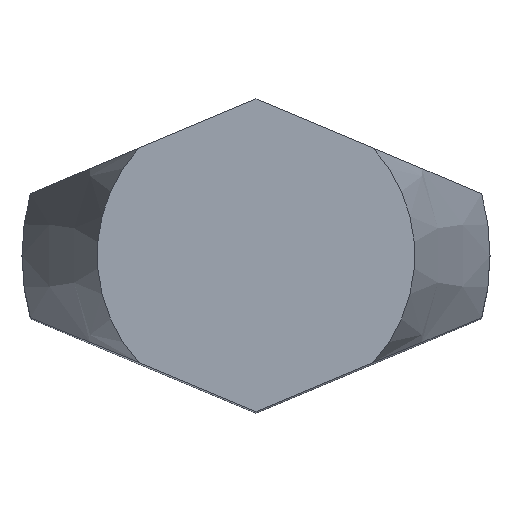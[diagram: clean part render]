
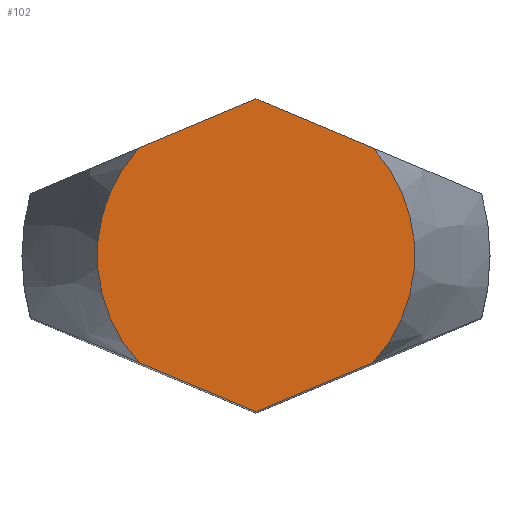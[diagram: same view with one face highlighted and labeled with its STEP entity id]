
A CAD part, top view. The second image highlights one B-rep face of the part: STEP entity #102.
In plain terms, the highlighted planar face has unit normal (0, 0, 1).
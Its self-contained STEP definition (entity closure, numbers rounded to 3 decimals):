
#102=ADVANCED_FACE('',(#263),#264,.T.);
#112=VERTEX_POINT('',#275);
#118=VERTEX_POINT('',#283);
#144=VERTEX_POINT('',#309);
#150=EDGE_CURVE('',#192,#112,#316,.T.);
#164=EDGE_CURVE('',#144,#118,#332,.T.);
#168=EDGE_CURVE('',#112,#174,#336,.T.);
#170=EDGE_CURVE('',#118,#214,#338,.T.);
#174=VERTEX_POINT('',#342);
#192=VERTEX_POINT('',#363);
#198=EDGE_CURVE('',#214,#192,#371,.T.);
#200=EDGE_CURVE('',#174,#144,#373,.T.);
#214=VERTEX_POINT('',#388);
#263=FACE_OUTER_BOUND('',#429,.T.);
#264=PLANE('',#430);
#275=CARTESIAN_POINT('',(2.496,2.297,18.0));
#283=CARTESIAN_POINT('',(-2.496,-2.297,18.0));
#309=CARTESIAN_POINT('',(-2.496,2.297,18.0));
#316=CIRCLE('',#507,3.392);
#332=CIRCLE('',#535,3.392);
#336=LINE('',#542,#543);
#338=LINE('',#546,#547);
#342=CARTESIAN_POINT('',(0.0,3.341,18.0));
#363=CARTESIAN_POINT('',(2.496,-2.297,18.0));
#371=LINE('',#605,#606);
#373=LINE('',#609,#610);
#388=CARTESIAN_POINT('',(0.0,-3.341,18.0));
#429=EDGE_LOOP('',(#679,#680,#681,#682,#683,#684));
#430=AXIS2_PLACEMENT_3D('',#685,#686,#687);
#507=AXIS2_PLACEMENT_3D('',#737,#738,#739);
#535=AXIS2_PLACEMENT_3D('',#759,#760,#761);
#542=CARTESIAN_POINT('',(3.396,1.921,18.0));
#543=VECTOR('',#763,1.0);
#546=CARTESIAN_POINT('',(-2.793,-2.173,18.0));
#547=VECTOR('',#764,1.0);
#605=CARTESIAN_POINT('',(0.293,-3.219,18.0));
#606=VECTOR('',#815,1.0);
#609=CARTESIAN_POINT('',(-0.896,2.966,18.0));
#610=VECTOR('',#816,1.0);
#679=ORIENTED_EDGE('',*,*,#170,.T.);
#680=ORIENTED_EDGE('',*,*,#198,.T.);
#681=ORIENTED_EDGE('',*,*,#150,.T.);
#682=ORIENTED_EDGE('',*,*,#168,.T.);
#683=ORIENTED_EDGE('',*,*,#200,.T.);
#684=ORIENTED_EDGE('',*,*,#164,.T.);
#685=CARTESIAN_POINT('',(0.,-1.696,18.0));
#686=DIRECTION('',(0.0,0.0,1.0));
#687=DIRECTION('',(0.,-1.0,0.0));
#737=CARTESIAN_POINT('',(0.,0.,18.0));
#738=DIRECTION('',(0.0,0.0,1.0));
#739=DIRECTION('',(0.,-1.0,0.0));
#759=CARTESIAN_POINT('',(0.,0.,18.0));
#760=DIRECTION('',(0.0,0.0,1.0));
#761=DIRECTION('',(0.,-1.0,0.0));
#763=DIRECTION('',(-0.923,0.386,0.0));
#764=DIRECTION('',(0.923,-0.386,0.0));
#815=DIRECTION('',(0.923,0.386,0.0));
#816=DIRECTION('',(-0.923,-0.386,0.0));
